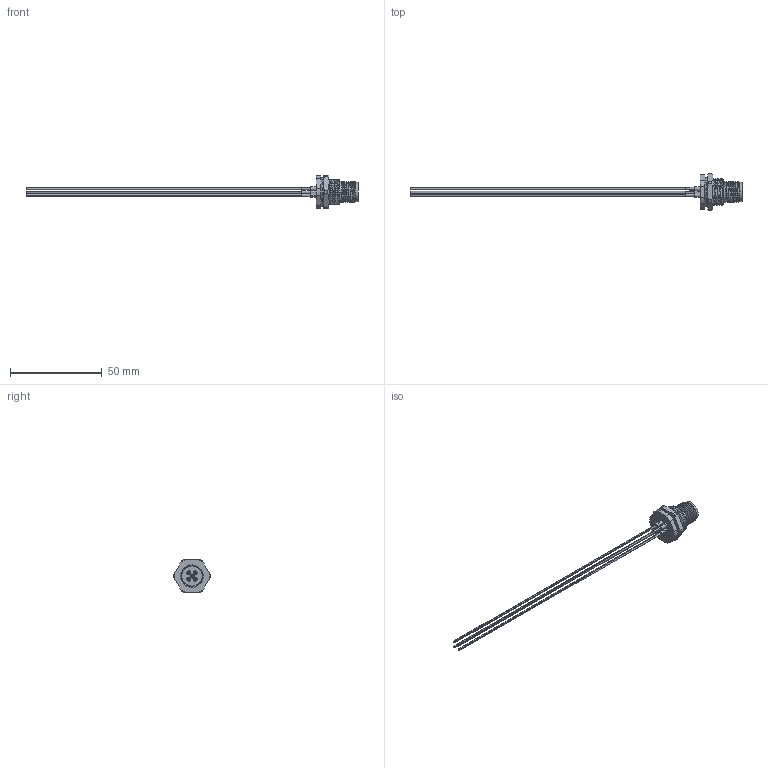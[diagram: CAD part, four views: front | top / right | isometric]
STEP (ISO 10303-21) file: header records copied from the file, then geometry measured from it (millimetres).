
FILE_DESCRIPTION (( 'STEP AP203' ), '1' );
FILE_NAME ('10-05266_revA.STEP', '2023-04-04T00:02:45', ( '' ), ( '' ), 'SwSTEP 2.0', 'SolidWorks 2021', '' );
FILE_SCHEMA (( 'CONFIG_CONTROL_DESIGN' ));
Length unit declared in the file: millimetre
Products named in the file (13): 10-05266_revA; 30-01765_blunt cut; 54-00196-04___; 30-01762_blunt cut; 54-00196-05___; 30-01764_blunt cut; 54-00196-01___; 30-01763_blunt cut; 54-00196-03___; 54-00196-02; 30-01766_blunt cut; Heat shrink; 54-00196
Assembly tree (20 placements, depth 3):
  10-05266_revA
    54-00196
      54-00196-01___
      54-00196-02
      54-00196-05___
      54-00196-04___
      54-00196-03___  x5
    30-01762_blunt cut
    Heat shrink  x5
    30-01764_blunt cut
    30-01763_blunt cut
    30-01765_blunt cut
    30-01766_blunt cut
Bounding box: 181 x 19.99 x 18 mm (x, y, z)
Volume: 3694.9 mm3; surface area: 23335.3 mm2
Topology: 219 solids, 219 shells, 1665 faces, 3514 edges, 2308 vertices
Faces by surface type: cylinder 984, plane 509, bspline 65, cone 63, torus 34, sphere 10
Entity records: 57475 total; most frequent: CARTESIAN_POINT 22067, DIRECTION 7662, ORIENTED_EDGE 6304, AXIS2_PLACEMENT_3D 3307, EDGE_CURVE 3152, VERTEX_POINT 2092, EDGE_LOOP 1928, CIRCLE 1835
